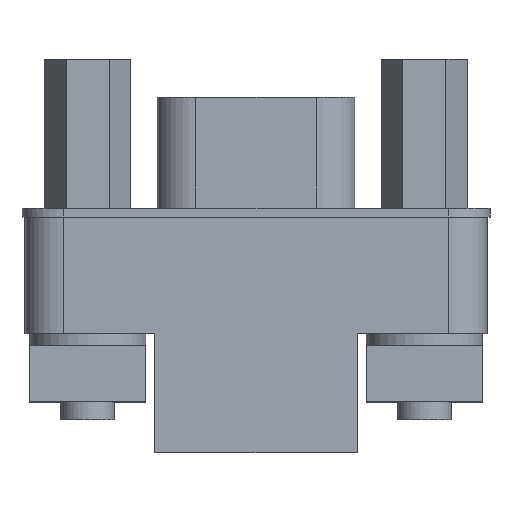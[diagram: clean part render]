
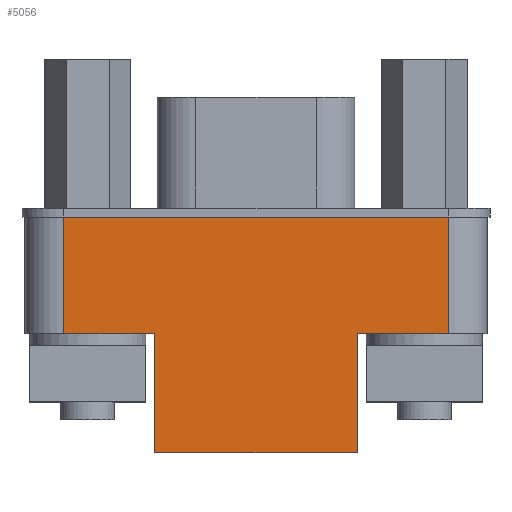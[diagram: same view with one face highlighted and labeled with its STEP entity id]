
A CAD part, top view. The second image highlights one B-rep face of the part: STEP entity #5056.
In plain terms, the highlighted planar face has unit normal (0, 0, 1).
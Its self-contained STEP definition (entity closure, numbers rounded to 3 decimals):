
#4548=CARTESIAN_POINT('',(-4.318,-2.286,7.722));
#4549=VERTEX_POINT('',#4548);
#4556=CARTESIAN_POINT('',(-4.318,2.794,7.722));
#4557=VERTEX_POINT('',#4556);
#4558=CARTESIAN_POINT('',(-4.318,2.794,7.722));
#4559=DIRECTION('',(0.0,-1.0,0.0));
#4560=VECTOR('',#4559,5.08);
#4561=LINE('',#4558,#4560);
#4562=EDGE_CURVE('',#4557,#4549,#4561,.T.);
#4586=CARTESIAN_POINT('',(4.318,-2.286,7.722));
#4587=VERTEX_POINT('',#4586);
#4604=CARTESIAN_POINT('',(4.318,2.794,7.722));
#4605=VERTEX_POINT('',#4604);
#4612=CARTESIAN_POINT('',(4.318,2.794,7.722));
#4613=DIRECTION('',(0.0,-1.0,0.0));
#4614=VECTOR('',#4613,5.08);
#4615=LINE('',#4612,#4614);
#4616=EDGE_CURVE('',#4605,#4587,#4615,.T.);
#4641=CARTESIAN_POINT('',(-4.318,-2.286,7.722));
#4642=DIRECTION('',(1.0,0.0,0.0));
#4643=VECTOR('',#4642,8.636);
#4644=LINE('',#4641,#4643);
#4645=EDGE_CURVE('',#4549,#4587,#4644,.T.);
#4697=CARTESIAN_POINT('',(8.191,2.794,7.722));
#4698=VERTEX_POINT('',#4697);
#4706=CARTESIAN_POINT('',(4.318,2.794,7.722));
#4707=DIRECTION('',(1.0,0.0,0.0));
#4708=VECTOR('',#4707,3.873);
#4709=LINE('',#4706,#4708);
#4710=EDGE_CURVE('',#4605,#4698,#4709,.T.);
#4752=CARTESIAN_POINT('',(-8.192,2.794,7.722));
#4753=VERTEX_POINT('',#4752);
#4754=CARTESIAN_POINT('',(-8.192,2.794,7.722));
#4755=DIRECTION('',(1.0,0.0,0.0));
#4756=VECTOR('',#4755,3.874);
#4757=LINE('',#4754,#4756);
#4758=EDGE_CURVE('',#4753,#4557,#4757,.T.);
#5010=CARTESIAN_POINT('',(-8.192,7.747,7.722));
#5011=VERTEX_POINT('',#5010);
#5012=CARTESIAN_POINT('',(-8.192,7.747,7.722));
#5013=DIRECTION('',(0.0,-1.0,0.0));
#5014=VECTOR('',#5013,4.953);
#5015=LINE('',#5012,#5014);
#5016=EDGE_CURVE('',#5011,#4753,#5015,.T.);
#5029=CARTESIAN_POINT('',(-8.192,7.747,7.722));
#5030=DIRECTION('',(0.0,0.0,1.0));
#5031=DIRECTION('',(1.0,0.0,0.0));
#5032=AXIS2_PLACEMENT_3D('',#5029,#5030,#5031);
#5033=PLANE('',#5032);
#5034=ORIENTED_EDGE('',*,*,#4758,.T.);
#5035=ORIENTED_EDGE('',*,*,#4562,.T.);
#5036=ORIENTED_EDGE('',*,*,#4645,.T.);
#5037=ORIENTED_EDGE('',*,*,#4616,.F.);
#5038=ORIENTED_EDGE('',*,*,#4710,.T.);
#5039=CARTESIAN_POINT('',(8.191,7.747,7.722));
#5040=VERTEX_POINT('',#5039);
#5041=CARTESIAN_POINT('',(8.191,7.747,7.722));
#5042=DIRECTION('',(0.0,-1.0,0.0));
#5043=VECTOR('',#5042,4.953);
#5044=LINE('',#5041,#5043);
#5045=EDGE_CURVE('',#5040,#4698,#5044,.T.);
#5046=ORIENTED_EDGE('',*,*,#5045,.F.);
#5047=CARTESIAN_POINT('',(-8.192,7.747,7.722));
#5048=DIRECTION('',(1.0,0.0,0.0));
#5049=VECTOR('',#5048,16.383);
#5050=LINE('',#5047,#5049);
#5051=EDGE_CURVE('',#5011,#5040,#5050,.T.);
#5052=ORIENTED_EDGE('',*,*,#5051,.F.);
#5053=ORIENTED_EDGE('',*,*,#5016,.T.);
#5054=EDGE_LOOP('',(#5034,#5035,#5036,#5037,#5038,#5046,#5052,#5053));
#5055=FACE_OUTER_BOUND('',#5054,.T.);
#5056=ADVANCED_FACE('',(#5055),#5033,.T.);
